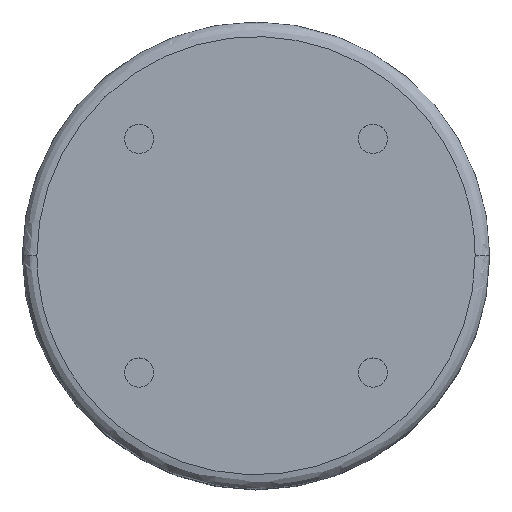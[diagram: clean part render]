
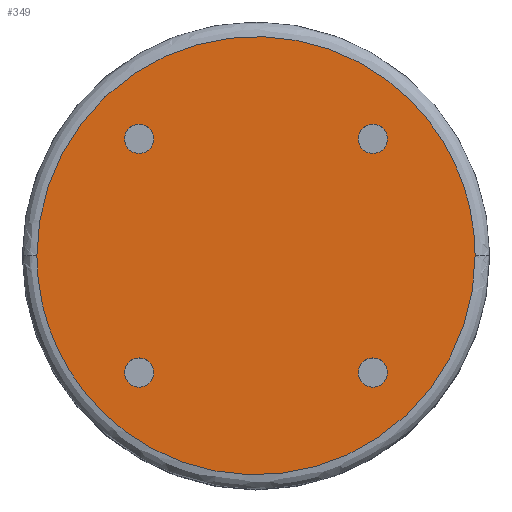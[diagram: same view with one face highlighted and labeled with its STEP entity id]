
A CAD part, top view. The second image highlights one B-rep face of the part: STEP entity #349.
In plain terms, the highlighted planar face has unit normal (0, 0, 1).
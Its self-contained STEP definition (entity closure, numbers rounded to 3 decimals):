
#49 = VERTEX_POINT('',#50);
#50 = CARTESIAN_POINT('',(-3.5,4.,12.));
#55 = EDGE_CURVE('',#49,#56,#58,.T.);
#56 = VERTEX_POINT('',#57);
#57 = CARTESIAN_POINT('',(-4.5,4.,12.));
#58 = CIRCLE('',#59,0.5);
#59 = AXIS2_PLACEMENT_3D('',#60,#61,#62);
#60 = CARTESIAN_POINT('',(-4.,4.,12.));
#61 = DIRECTION('',(0.,0.,-1.));
#62 = DIRECTION('',(1.,0.,0.));
#64 = EDGE_CURVE('',#56,#49,#65,.T.);
#65 = CIRCLE('',#66,0.5);
#66 = AXIS2_PLACEMENT_3D('',#67,#68,#69);
#67 = CARTESIAN_POINT('',(-4.,4.,12.));
#68 = DIRECTION('',(0.,0.,-1.));
#69 = DIRECTION('',(1.,0.,0.));
#109 = VERTEX_POINT('',#110);
#110 = CARTESIAN_POINT('',(-3.5,-4.,12.));
#115 = EDGE_CURVE('',#109,#116,#118,.T.);
#116 = VERTEX_POINT('',#117);
#117 = CARTESIAN_POINT('',(-4.5,-4.,12.));
#118 = CIRCLE('',#119,0.5);
#119 = AXIS2_PLACEMENT_3D('',#120,#121,#122);
#120 = CARTESIAN_POINT('',(-4.,-4.,12.));
#121 = DIRECTION('',(0.,0.,-1.));
#122 = DIRECTION('',(1.,0.,0.));
#124 = EDGE_CURVE('',#116,#109,#125,.T.);
#125 = CIRCLE('',#126,0.5);
#126 = AXIS2_PLACEMENT_3D('',#127,#128,#129);
#127 = CARTESIAN_POINT('',(-4.,-4.,12.));
#128 = DIRECTION('',(0.,0.,-1.));
#129 = DIRECTION('',(1.,0.,0.));
#169 = VERTEX_POINT('',#170);
#170 = CARTESIAN_POINT('',(4.5,-4.,12.));
#175 = EDGE_CURVE('',#169,#176,#178,.T.);
#176 = VERTEX_POINT('',#177);
#177 = CARTESIAN_POINT('',(3.5,-4.,12.));
#178 = CIRCLE('',#179,0.5);
#179 = AXIS2_PLACEMENT_3D('',#180,#181,#182);
#180 = CARTESIAN_POINT('',(4.,-4.,12.));
#181 = DIRECTION('',(0.,0.,-1.));
#182 = DIRECTION('',(1.,0.,0.));
#184 = EDGE_CURVE('',#176,#169,#185,.T.);
#185 = CIRCLE('',#186,0.5);
#186 = AXIS2_PLACEMENT_3D('',#187,#188,#189);
#187 = CARTESIAN_POINT('',(4.,-4.,12.));
#188 = DIRECTION('',(0.,0.,-1.));
#189 = DIRECTION('',(1.,0.,0.));
#229 = VERTEX_POINT('',#230);
#230 = CARTESIAN_POINT('',(4.5,4.,12.));
#235 = EDGE_CURVE('',#229,#236,#238,.T.);
#236 = VERTEX_POINT('',#237);
#237 = CARTESIAN_POINT('',(3.5,4.,12.));
#238 = CIRCLE('',#239,0.5);
#239 = AXIS2_PLACEMENT_3D('',#240,#241,#242);
#240 = CARTESIAN_POINT('',(4.,4.,12.));
#241 = DIRECTION('',(0.,0.,-1.));
#242 = DIRECTION('',(1.,0.,0.));
#244 = EDGE_CURVE('',#236,#229,#245,.T.);
#245 = CIRCLE('',#246,0.5);
#246 = AXIS2_PLACEMENT_3D('',#247,#248,#249);
#247 = CARTESIAN_POINT('',(4.,4.,12.));
#248 = DIRECTION('',(0.,0.,-1.));
#249 = DIRECTION('',(1.,0.,0.));
#262 = VERTEX_POINT('',#263);
#263 = CARTESIAN_POINT('',(-7.5,0.,12.));
#272 = EDGE_CURVE('',#262,#273,#275,.T.);
#273 = VERTEX_POINT('',#274);
#274 = CARTESIAN_POINT('',(7.5,0.,12.));
#275 = ( BOUNDED_CURVE() B_SPLINE_CURVE(3,(#276,#277,#278,#279),
.UNSPECIFIED.,.F.,.F.) B_SPLINE_CURVE_WITH_KNOTS((4,4),(0.5,1.),
.PIECEWISE_BEZIER_KNOTS.) CURVE() GEOMETRIC_REPRESENTATION_ITEM() 
RATIONAL_B_SPLINE_CURVE((1.,0.333,0.333,1.)) 
REPRESENTATION_ITEM('') );
#276 = CARTESIAN_POINT('',(-7.5,0.,12.));
#277 = CARTESIAN_POINT('',(-7.5,15.,12.));
#278 = CARTESIAN_POINT('',(7.5,15.,12.));
#279 = CARTESIAN_POINT('',(7.5,0.,12.));
#317 = EDGE_CURVE('',#273,#262,#318,.T.);
#318 = ( BOUNDED_CURVE() B_SPLINE_CURVE(3,(#319,#320,#321,#322),
.UNSPECIFIED.,.F.,.F.) B_SPLINE_CURVE_WITH_KNOTS((4,4),(0.,0.5),
.PIECEWISE_BEZIER_KNOTS.) CURVE() GEOMETRIC_REPRESENTATION_ITEM() 
RATIONAL_B_SPLINE_CURVE((1.,0.333,0.333,1.)) 
REPRESENTATION_ITEM('') );
#319 = CARTESIAN_POINT('',(7.5,0.,12.));
#320 = CARTESIAN_POINT('',(7.5,-15.,12.));
#321 = CARTESIAN_POINT('',(-7.5,-15.,12.));
#322 = CARTESIAN_POINT('',(-7.5,0.,12.));
#349 = ADVANCED_FACE('',(#350,#354,#358,#362,#366),#370,.T.);
#350 = FACE_BOUND('',#351,.T.);
#351 = EDGE_LOOP('',(#352,#353));
#352 = ORIENTED_EDGE('',*,*,#235,.T.);
#353 = ORIENTED_EDGE('',*,*,#244,.T.);
#354 = FACE_BOUND('',#355,.T.);
#355 = EDGE_LOOP('',(#356,#357));
#356 = ORIENTED_EDGE('',*,*,#175,.T.);
#357 = ORIENTED_EDGE('',*,*,#184,.T.);
#358 = FACE_BOUND('',#359,.T.);
#359 = EDGE_LOOP('',(#360,#361));
#360 = ORIENTED_EDGE('',*,*,#115,.T.);
#361 = ORIENTED_EDGE('',*,*,#124,.T.);
#362 = FACE_BOUND('',#363,.T.);
#363 = EDGE_LOOP('',(#364,#365));
#364 = ORIENTED_EDGE('',*,*,#55,.T.);
#365 = ORIENTED_EDGE('',*,*,#64,.T.);
#366 = FACE_BOUND('',#367,.T.);
#367 = EDGE_LOOP('',(#368,#369));
#368 = ORIENTED_EDGE('',*,*,#317,.F.);
#369 = ORIENTED_EDGE('',*,*,#272,.F.);
#370 = PLANE('',#371);
#371 = AXIS2_PLACEMENT_3D('',#372,#373,#374);
#372 = CARTESIAN_POINT('',(0.,0.,12.));
#373 = DIRECTION('',(0.,0.,1.));
#374 = DIRECTION('',(1.,0.,0.));
